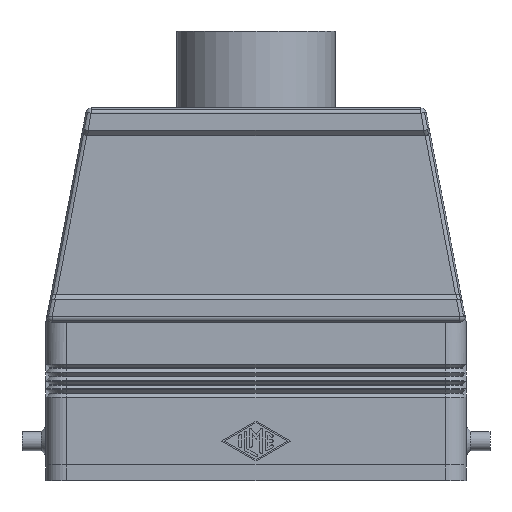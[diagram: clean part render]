
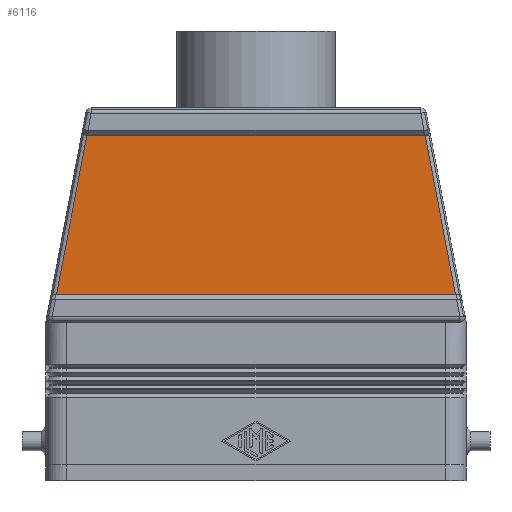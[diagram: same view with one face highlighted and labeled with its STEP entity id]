
A CAD part, front view. The second image highlights one B-rep face of the part: STEP entity #6116.
In plain terms, the highlighted planar face has unit normal (0, -1, 0).
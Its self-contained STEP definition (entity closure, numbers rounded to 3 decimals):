
#731=CARTESIAN_POINT('',(-31.984,-17.,65.263));
#732=VERTEX_POINT('',#731);
#740=CARTESIAN_POINT('',(-31.851,-17.,65.25));
#741=VERTEX_POINT('',#740);
#742=CARTESIAN_POINT('',(-31.716,-17.,66.664));
#743=DIRECTION('',(0.,-1.0,0.));
#744=DIRECTION('',(-0.188,0.,-0.982));
#745=AXIS2_PLACEMENT_3D('',#742,#743,#744);
#746=ELLIPSE('',#745,1.427,1.0);
#747=EDGE_CURVE('',#732,#741,#746,.T.);
#1253=CARTESIAN_POINT('',(31.851,-17.,65.25));
#1254=VERTEX_POINT('',#1253);
#1261=CARTESIAN_POINT('',(31.984,-17.,65.263));
#1262=VERTEX_POINT('',#1261);
#1263=CARTESIAN_POINT('',(31.716,-17.,66.664));
#1264=DIRECTION('',(0.0,-1.0,0.0));
#1265=DIRECTION('',(0.188,0.0,-0.982));
#1266=AXIS2_PLACEMENT_3D('',#1263,#1264,#1265);
#1267=ELLIPSE('',#1266,1.427,1.0);
#1268=EDGE_CURVE('',#1254,#1262,#1267,.T.);
#1403=CARTESIAN_POINT('',(37.727,-17.,35.25));
#1404=VERTEX_POINT('',#1403);
#1405=CARTESIAN_POINT('',(31.984,-17.,65.263));
#1406=DIRECTION('',(0.188,0.,-0.982));
#1407=VECTOR('',#1406,30.557);
#1408=LINE('',#1405,#1407);
#1409=EDGE_CURVE('',#1262,#1404,#1408,.T.);
#1494=CARTESIAN_POINT('',(-37.727,-17.,35.25));
#1495=VERTEX_POINT('',#1494);
#1503=CARTESIAN_POINT('',(-37.727,-17.,35.25));
#1504=DIRECTION('',(0.188,0.0,0.982));
#1505=VECTOR('',#1504,30.557);
#1506=LINE('',#1503,#1505);
#1507=EDGE_CURVE('',#1495,#732,#1506,.T.);
#6080=CARTESIAN_POINT('',(37.727,-17.,35.25));
#6081=DIRECTION('',(-1.0,0.0,0.0));
#6082=VECTOR('',#6081,75.454);
#6083=LINE('',#6080,#6082);
#6084=EDGE_CURVE('',#1404,#1495,#6083,.T.);
#6098=CARTESIAN_POINT('',(0.0,-17.,35.25));
#6099=DIRECTION('',(0.0,1.0,0.0));
#6100=DIRECTION('',(0.0,0.0,1.0));
#6101=AXIS2_PLACEMENT_3D('',#6098,#6099,#6100);
#6102=PLANE('',#6101);
#6103=ORIENTED_EDGE('',*,*,#1409,.F.);
#6104=ORIENTED_EDGE('',*,*,#1268,.F.);
#6105=CARTESIAN_POINT('',(31.851,-17.,65.25));
#6106=DIRECTION('',(-1.0,0.0,0.0));
#6107=VECTOR('',#6106,63.702);
#6108=LINE('',#6105,#6107);
#6109=EDGE_CURVE('',#1254,#741,#6108,.T.);
#6110=ORIENTED_EDGE('',*,*,#6109,.T.);
#6111=ORIENTED_EDGE('',*,*,#747,.F.);
#6112=ORIENTED_EDGE('',*,*,#1507,.F.);
#6113=ORIENTED_EDGE('',*,*,#6084,.F.);
#6114=EDGE_LOOP('',(#6103,#6104,#6110,#6111,#6112,#6113));
#6115=FACE_OUTER_BOUND('',#6114,.T.);
#6116=ADVANCED_FACE('',(#6115),#6102,.F.);
